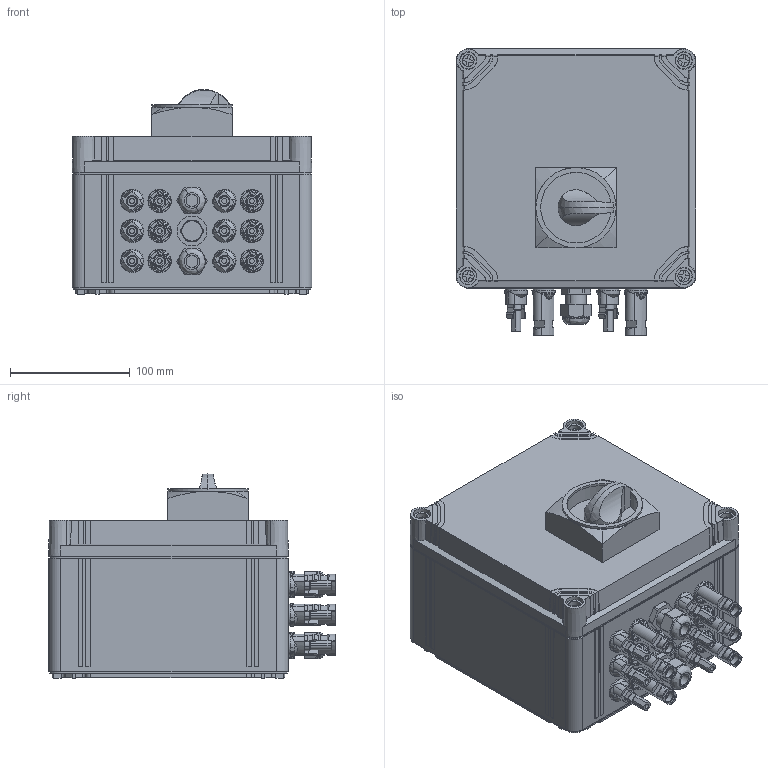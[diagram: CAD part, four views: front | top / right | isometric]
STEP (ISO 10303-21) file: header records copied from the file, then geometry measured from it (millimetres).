
FILE_DESCRIPTION(('CATIA V5 STEP Exchange','CAx-IF Rec.Pracs.--- Model Styling and Organization---1.4--- 2014-01-23'),'2;1');
FILE_NAME ('1467923-3_0', '2023-04-26T04:27:51+00:00', ('none'), ('Weidmueller'), 'CATIA Version 5-6 Release 2016 SP3 HF44', 'CATIA V5 STEP AP214', 'none');
FILE_SCHEMA(('AUTOMOTIVE_DESIGN { 1 0 10303 214 1 1 1 1 }'));
Products named in the file (1): S3D_PVN_3I_3O_1MPP_SW_WM4_11
Bounding box: 200 x 239.25 x 171.1 mm (x, y, z)
Volume: 5203861 mm3; surface area: 374925.9 mm2
Topology: 23 solids, 23 shells, 1785 faces, 5375 edges, 3724 vertices
Faces by surface type: plane 1026, cylinder 521, cone 148, extrusion 48, sphere 20, revolution 14, torus 4, bspline 4
Entity records: 62750 total; most frequent: CARTESIAN_POINT 17933, ORIENTED_EDGE 10742, DIRECTION 6114, EDGE_CURVE 5371, VERTEX_POINT 3724, VECTOR 2618, LINE 2570, AXIS2_PLACEMENT_3D 2450
